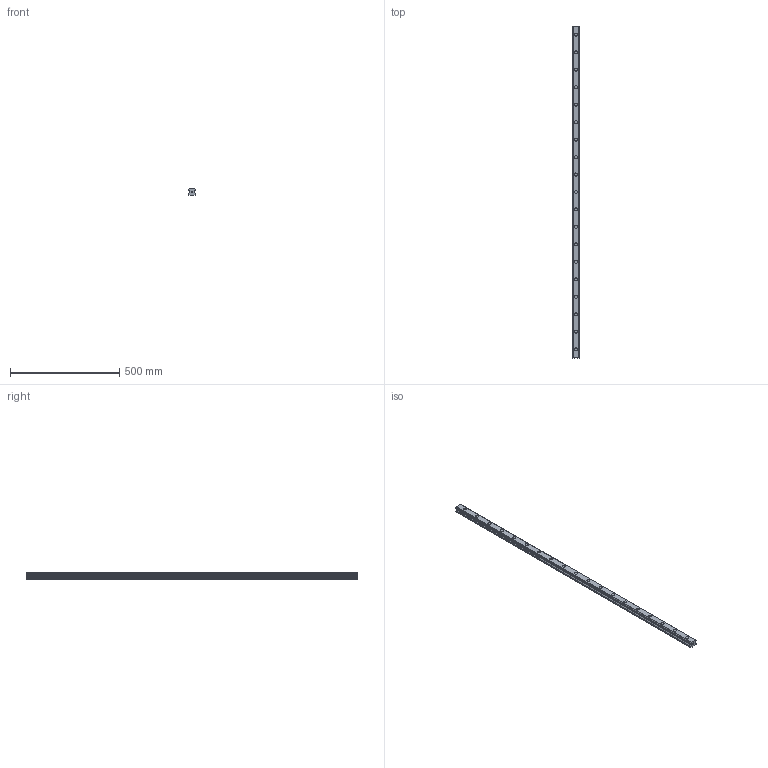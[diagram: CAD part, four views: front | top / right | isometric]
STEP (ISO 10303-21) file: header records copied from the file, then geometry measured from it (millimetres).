
FILE_DESCRIPTION(('STEP AP214'),'1');
FILE_NAME('cctmp_9D92FE58-0A10-417E-A01B-91A32F10912F_2020_7_1_13_51_52_437..stp','2020-07-01T11:51:52',('HIWIN GmbH'),('CADClick - www.CADClick.com'),'Spatial InterOp 3D',' ','unknown authorization');
FILE_SCHEMA(('AUTOMOTIVE_DESIGN'));
Length unit declared in the file: millimetre
Products named in the file (1): HGR35R1520H_FILE
Bounding box: 34 x 1520 x 29 mm (x, y, z)
Volume: 1242123.3 mm3; surface area: 220966.6 mm2
Topology: 1 solids, 1 shells, 286 faces, 669 edges, 446 vertices
Faces by surface type: plane 150, cylinder 136
Entity records: 10577 total; most frequent: DIRECTION 1515, CARTESIAN_POINT 1402, ORIENTED_EDGE 1338, EDGE_CURVE 669, AXIS2_PLACEMENT_3D 559, VERTEX_POINT 446, LINE 397, VECTOR 397
